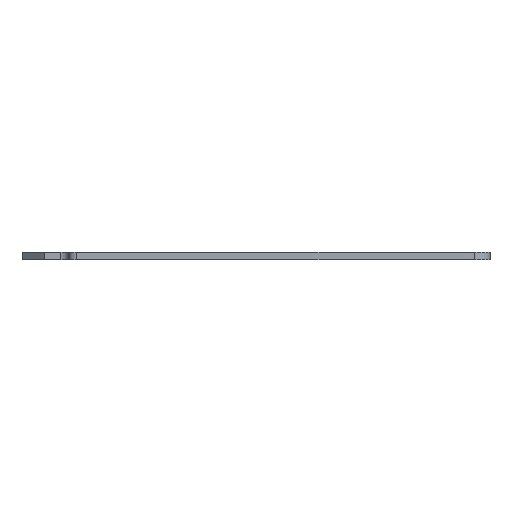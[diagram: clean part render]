
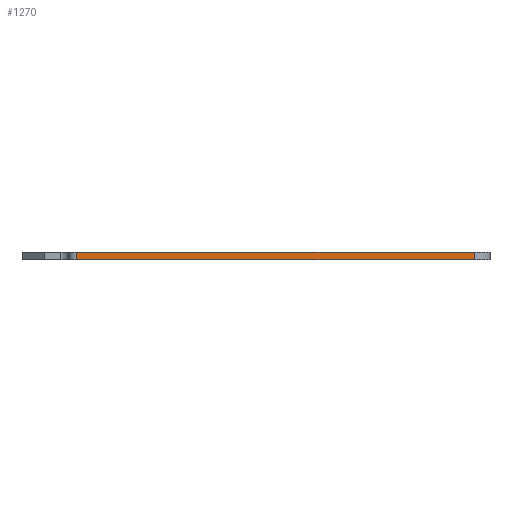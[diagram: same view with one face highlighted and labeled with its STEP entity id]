
A CAD part, front view. The second image highlights one B-rep face of the part: STEP entity #1270.
In plain terms, the highlighted planar face has unit normal (0, -1, 0).
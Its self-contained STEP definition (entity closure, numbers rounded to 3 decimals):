
#140=CARTESIAN_POINT('Vertex',(607.,55.5,-152.728)) ;
#143=CARTESIAN_POINT('Line Origine',(479.5,55.5,-152.728)) ;
#147=CARTESIAN_POINT('Vertex',(352.,55.5,-152.728)) ;
#1240=CARTESIAN_POINT('Axis2P3D Location',(347.,55.5,-152.728)) ;
#1245=CARTESIAN_POINT('Line Origine',(607.,55.5,-150.228)) ;
#1249=CARTESIAN_POINT('Vertex',(607.,55.5,-147.728)) ;
#1252=CARTESIAN_POINT('Line Origine',(479.5,55.5,-147.728)) ;
#1256=CARTESIAN_POINT('Vertex',(352.,55.5,-147.728)) ;
#1259=CARTESIAN_POINT('Line Origine',(352.,55.5,-150.228)) ;
#144=DIRECTION('Vector Direction',(1.,0.,0.)) ;
#1241=DIRECTION('Axis2P3D Direction',(0.,-1.,0.)) ;
#1242=DIRECTION('Axis2P3D XDirection',(1.,0.,0.)) ;
#1246=DIRECTION('Vector Direction',(0.,0.,1.)) ;
#1253=DIRECTION('Vector Direction',(1.,0.,0.)) ;
#1260=DIRECTION('Vector Direction',(0.,0.,1.)) ;
#1243=AXIS2_PLACEMENT_3D('Plane Axis2P3D',#1240,#1241,#1242) ;
#1265=ORIENTED_EDGE('',*,*,#149,.F.) ;
#1266=ORIENTED_EDGE('',*,*,#1251,.T.) ;
#1267=ORIENTED_EDGE('',*,*,#1258,.T.) ;
#1268=ORIENTED_EDGE('',*,*,#1263,.F.) ;
#145=VECTOR('Line Direction',#144,1.) ;
#1247=VECTOR('Line Direction',#1246,1.) ;
#1254=VECTOR('Line Direction',#1253,1.) ;
#1261=VECTOR('Line Direction',#1260,1.) ;
#1270=ADVANCED_FACE('Corps principal',(#1269),#1244,.T.) ;
#149=EDGE_CURVE('',#141,#148,#146,.F.) ;
#1251=EDGE_CURVE('',#141,#1250,#1248,.T.) ;
#1258=EDGE_CURVE('',#1250,#1257,#1255,.F.) ;
#1263=EDGE_CURVE('',#148,#1257,#1262,.T.) ;
#1264=EDGE_LOOP('',(#1265,#1266,#1267,#1268)) ;
#1269=FACE_OUTER_BOUND('',#1264,.T.) ;
#146=LINE('Line',#143,#145) ;
#1248=LINE('Line',#1245,#1247) ;
#1255=LINE('Line',#1252,#1254) ;
#1262=LINE('Line',#1259,#1261) ;
#1244=PLANE('',#1243) ;
#141=VERTEX_POINT('',#140) ;
#148=VERTEX_POINT('',#147) ;
#1250=VERTEX_POINT('',#1249) ;
#1257=VERTEX_POINT('',#1256) ;
